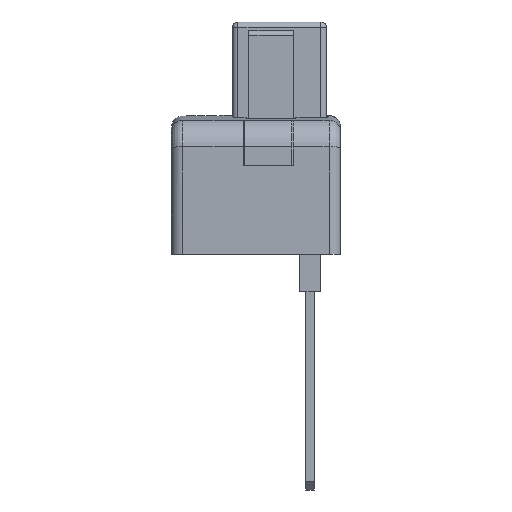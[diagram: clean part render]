
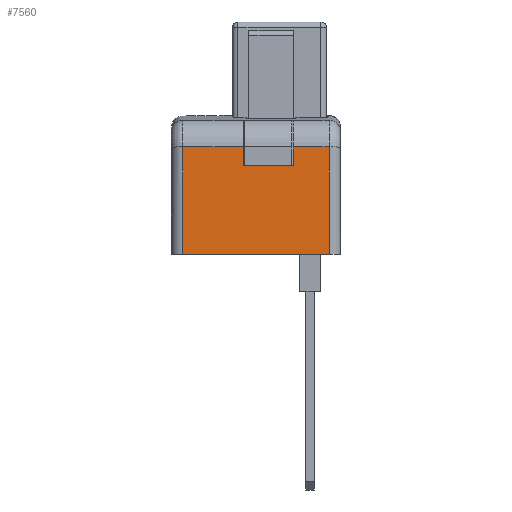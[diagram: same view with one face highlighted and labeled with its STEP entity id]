
A CAD part, front view. The second image highlights one B-rep face of the part: STEP entity #7560.
In plain terms, the highlighted planar face has unit normal (0, -1, 0).
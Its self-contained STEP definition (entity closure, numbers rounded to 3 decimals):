
#7455 = VERTEX_POINT ( 'NONE', #20508 ) ;
#7457 = EDGE_CURVE ( 'NONE', #7458, #7455, #20507, .T. ) ;
#7458 = VERTEX_POINT ( 'NONE', #20503 ) ;
#7464 = EDGE_CURVE ( 'NONE', #7465, #7486, #20553, .T. ) ;
#7465 = VERTEX_POINT ( 'NONE', #20549 ) ;
#7486 = VERTEX_POINT ( 'NONE', #20563 ) ;
#7542 = ORIENTED_EDGE ( 'NONE', *, *, #7543, .T. ) ;
#7543 = EDGE_CURVE ( 'NONE', #7568, #10437, #20704, .T. ) ;
#7544 = ORIENTED_EDGE ( 'NONE', *, *, #10435, .F. ) ;
#7545 = ORIENTED_EDGE ( 'NONE', *, *, #7546, .T. ) ;
#7546 = EDGE_CURVE ( 'NONE', #10431, #7547, #20700, .T. ) ;
#7547 = VERTEX_POINT ( 'NONE', #20696 ) ;
#7548 = ORIENTED_EDGE ( 'NONE', *, *, #7549, .T. ) ;
#7549 = EDGE_CURVE ( 'NONE', #7547, #7458, #20694, .T. ) ;
#7550 = ORIENTED_EDGE ( 'NONE', *, *, #7457, .T. ) ;
#7560 = ADVANCED_FACE ( 'NONE', ( #20763 ), #20794, .T. ) ;
#7561 = EDGE_LOOP ( 'NONE', ( #7562, #7564, #7566, #7542, #7544, #7545, #7548, #7550 ) ) ;
#7562 = ORIENTED_EDGE ( 'NONE', *, *, #7563, .F. ) ;
#7563 = EDGE_CURVE ( 'NONE', #7465, #7455, #20789, .T. ) ;
#7564 = ORIENTED_EDGE ( 'NONE', *, *, #7464, .T. ) ;
#7566 = ORIENTED_EDGE ( 'NONE', *, *, #7567, .T. ) ;
#7567 = EDGE_CURVE ( 'NONE', #7486, #7568, #20784, .T. ) ;
#7568 = VERTEX_POINT ( 'NONE', #20780 ) ;
#10431 = VERTEX_POINT ( 'NONE', #29134 ) ;
#10435 = EDGE_CURVE ( 'NONE', #10431, #10437, #29172, .T. ) ;
#10437 = VERTEX_POINT ( 'NONE', #29212 ) ;
#20503 = CARTESIAN_POINT ( 'NONE',  ( 22.5, -40.527, -0.463 ) ) ;
#20504 = DIRECTION ( 'NONE',  ( 0., 0., -1. ) ) ;
#20505 = VECTOR ( 'NONE', #20504, 1000. ) ;
#20506 = CARTESIAN_POINT ( 'NONE',  ( 22.5, -40.527, -19.886 ) ) ;
#20507 = LINE ( 'NONE', #20506, #20505 ) ;
#20508 = CARTESIAN_POINT ( 'NONE',  ( 22.5, -40.527, -3.886 ) ) ;
#20549 = CARTESIAN_POINT ( 'NONE',  ( 13.5, -40.527, -3.886 ) ) ;
#20550 = DIRECTION ( 'NONE',  ( 0., 0., 1. ) ) ;
#20551 = VECTOR ( 'NONE', #20550, 1000. ) ;
#20552 = CARTESIAN_POINT ( 'NONE',  ( 13.5, -40.527, -19.886 ) ) ;
#20553 = LINE ( 'NONE', #20552, #20551 ) ;
#20563 = CARTESIAN_POINT ( 'NONE',  ( 13.5, -40.527, -0.463 ) ) ;
#20692 = VECTOR ( 'NONE', #20746, 1000. ) ;
#20693 = CARTESIAN_POINT ( 'NONE',  ( 31., -40.527, -0.463 ) ) ;
#20694 = LINE ( 'NONE', #20693, #20692 ) ;
#20696 = CARTESIAN_POINT ( 'NONE',  ( 29., -40.527, -0.463 ) ) ;
#20697 = DIRECTION ( 'NONE',  ( 0., 0., 1. ) ) ;
#20698 = VECTOR ( 'NONE', #20697, 1000. ) ;
#20699 = CARTESIAN_POINT ( 'NONE',  ( 29., -40.527, -19.886 ) ) ;
#20700 = LINE ( 'NONE', #20699, #20698 ) ;
#20701 = DIRECTION ( 'NONE',  ( 0., 0., -1. ) ) ;
#20702 = VECTOR ( 'NONE', #20701, 1000. ) ;
#20703 = CARTESIAN_POINT ( 'NONE',  ( 2.5, -40.527, -19.886 ) ) ;
#20704 = LINE ( 'NONE', #20703, #20702 ) ;
#20746 = DIRECTION ( 'NONE',  ( -1., 0., 0. ) ) ;
#20763 = FACE_OUTER_BOUND ( 'NONE', #7561, .T. ) ;
#20780 = CARTESIAN_POINT ( 'NONE',  ( 2.5, -40.527, -0.463 ) ) ;
#20781 = DIRECTION ( 'NONE',  ( -1., 0., 0. ) ) ;
#20782 = VECTOR ( 'NONE', #20781, 1000. ) ;
#20783 = CARTESIAN_POINT ( 'NONE',  ( 31., -40.527, -0.463 ) ) ;
#20784 = LINE ( 'NONE', #20783, #20782 ) ;
#20786 = DIRECTION ( 'NONE',  ( 1., 0., 0. ) ) ;
#20787 = VECTOR ( 'NONE', #20786, 1000. ) ;
#20788 = CARTESIAN_POINT ( 'NONE',  ( 31., -40.527, -3.886 ) ) ;
#20789 = LINE ( 'NONE', #20788, #20787 ) ;
#20790 = DIRECTION ( 'NONE',  ( 0., 0., -1. ) ) ;
#20791 = DIRECTION ( 'NONE',  ( 0., -1., 0. ) ) ;
#20792 = CARTESIAN_POINT ( 'NONE',  ( 31., -40.527, -19.886 ) ) ;
#20793 = AXIS2_PLACEMENT_3D ( 'NONE', #20792, #20791, #20790 ) ;
#20794 = PLANE ( 'NONE',  #20793 ) ;
#29134 = CARTESIAN_POINT ( 'NONE',  ( 29., -40.527, -19.886 ) ) ;
#29169 = DIRECTION ( 'NONE',  ( -1., 0., 0. ) ) ;
#29170 = VECTOR ( 'NONE', #29169, 1000. ) ;
#29171 = CARTESIAN_POINT ( 'NONE',  ( 31., -40.527, -19.886 ) ) ;
#29172 = LINE ( 'NONE', #29171, #29170 ) ;
#29212 = CARTESIAN_POINT ( 'NONE',  ( 2.5, -40.527, -19.886 ) ) ;
